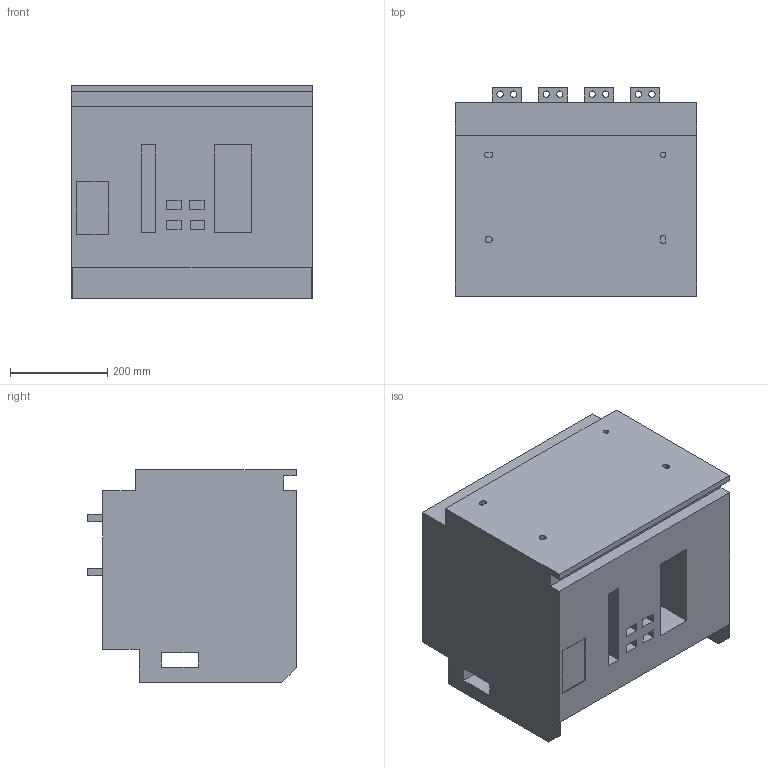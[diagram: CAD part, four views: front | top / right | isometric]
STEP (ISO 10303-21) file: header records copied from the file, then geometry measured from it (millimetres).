
FILE_DESCRIPTION((''),'2;1');
FILE_NAME('NXA-20-C-800-1600-4','2019-04-25T',('wqli'),(''),'CREO PARAMETRIC BY PTC INC, 2015480','CREO PARAMETRIC BY PTC INC, 2015480','');
FILE_SCHEMA(('CONFIG_CONTROL_DESIGN'));
Length unit declared in the file: millimetre
Products named in the file (1): NXA-20-C-800-1600-4
Bounding box: 498 x 430 x 438.5 mm (x, y, z)
Volume: 72159328.7 mm3; surface area: 1602845.7 mm2
Topology: 1 solids, 1 shells, 147 faces, 378 edges, 252 vertices
Faces by surface type: plane 107, cylinder 40
Entity records: 4558 total; most frequent: CARTESIAN_POINT 777, ORIENTED_EDGE 756, DIRECTION 752, EDGE_CURVE 378, VECTOR 298, LINE 298, VERTEX_POINT 252, AXIS2_PLACEMENT_3D 227
